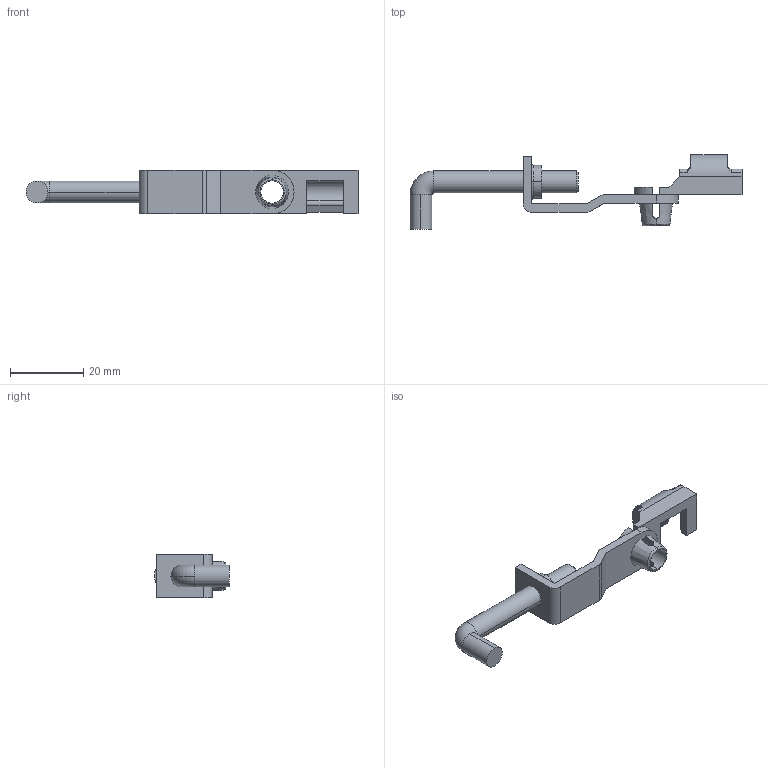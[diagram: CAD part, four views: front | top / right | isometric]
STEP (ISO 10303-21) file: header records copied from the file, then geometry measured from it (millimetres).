
FILE_DESCRIPTION (( 'STEP AP203' ), '1' );
FILE_NAME ('sone3D.STEP', '2014-07-17T06:59:16', ( '' ), ( '' ), 'SwSTEP 2.0', 'SolidWorks 2012', '' );
FILE_SCHEMA (( 'CONFIG_CONTROL_DESIGN' ));
Length unit declared in the file: millimetre
Products named in the file (4): sone3D; AC-25-Q-13_; AC-25-QL-3僔儍僼僩_; AC-25-QL-3儀乕僗斅_
Assembly tree (3 placements, depth 2):
  sone3D
    AC-25-QL-3儀乕僗斅_
    AC-25-QL-3僔儍僼僩_
    AC-25-Q-13_
Bounding box: 90.8 x 20.5 x 12 mm (x, y, z)
Volume: 4075.5 mm3; surface area: 4220.1 mm2
Topology: 3 solids, 3 shells, 97 faces, 255 edges, 164 vertices
Faces by surface type: plane 43, cylinder 36, torus 12, cone 6
Entity records: 3519 total; most frequent: CARTESIAN_POINT 664, DIRECTION 533, ORIENTED_EDGE 510, EDGE_CURVE 255, AXIS2_PLACEMENT_3D 199, VERTEX_POINT 164, LINE 135, VECTOR 135
